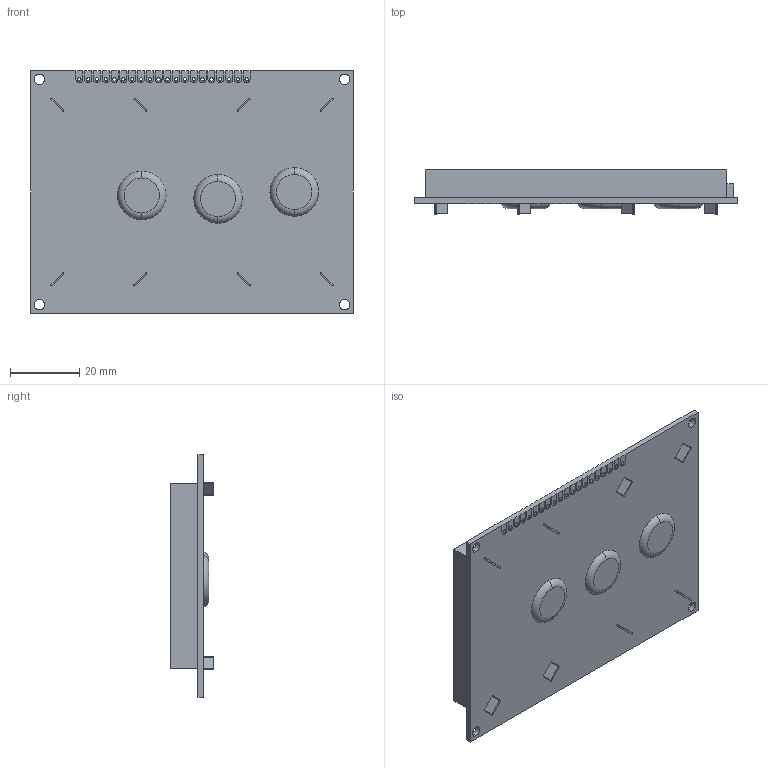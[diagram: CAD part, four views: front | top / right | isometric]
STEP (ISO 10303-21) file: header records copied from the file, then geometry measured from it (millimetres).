
FILE_DESCRIPTION (( 'STEP AP214' ), '1' );
FILE_NAME ('User Library-GLCD128x64(KS0108).STEP', '2020-01-29T00:13:30', ( '' ), ( '' ), 'SwSTEP 2.0', 'SolidWorks 2019', '' );
FILE_SCHEMA (( 'AUTOMOTIVE_DESIGN' ));
Length unit declared in the file: millimetre
Products named in the file (1): User Library-GLCD128x64(KS0108)
Bounding box: 93 x 12.6 x 70 mm (x, y, z)
Volume: 47095.2 mm3; surface area: 16493.6 mm2
Topology: 1 solids, 1 shells, 351 faces, 990 edges, 660 vertices
Faces by surface type: plane 186, cylinder 140, bspline 19, torus 6
Entity records: 15578 total; most frequent: CARTESIAN_POINT 3189, ORIENTED_EDGE 1980, DIRECTION 1916, EDGE_CURVE 990, VERTEX_POINT 660, VECTOR 654, LINE 654, AXIS2_PLACEMENT_3D 631
